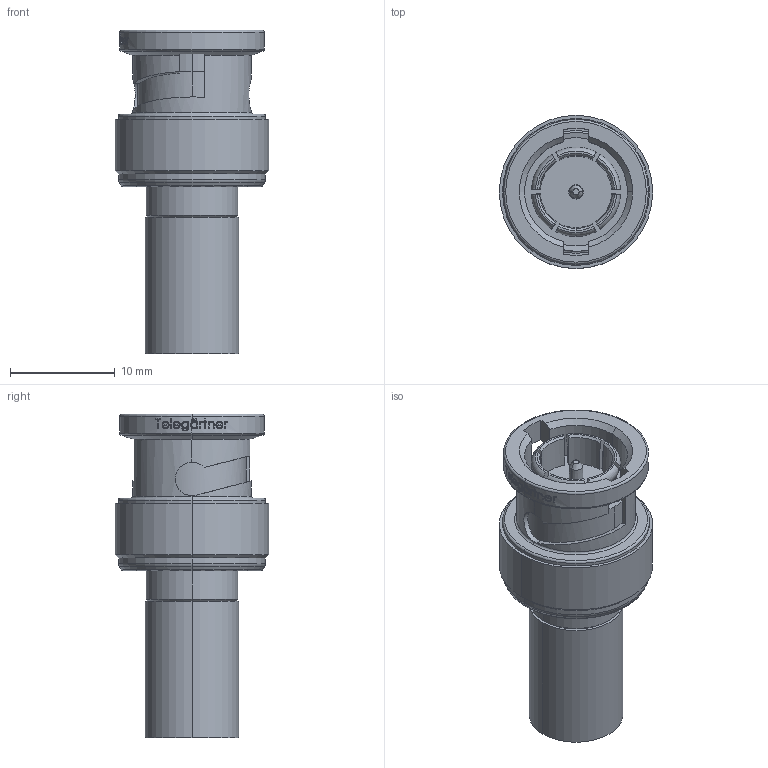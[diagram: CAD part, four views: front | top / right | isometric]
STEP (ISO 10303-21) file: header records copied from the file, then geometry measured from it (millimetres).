
FILE_DESCRIPTION (( 'STEP AP214' ), '1' );
FILE_NAME ('J01002A0090.STEP', '2019-07-03T11:21:06', ( '' ), ( '' ), 'SwSTEP 2.0', 'SolidWorks 2018', '' );
FILE_SCHEMA (( 'AUTOMOTIVE_DESIGN' ));
Length unit declared in the file: millimetre
Products named in the file (1): J01002A0090
Bounding box: 14.6 x 14.6 x 30.83 mm (x, y, z)
Volume: 2364.6 mm3; surface area: 2043.8 mm2
Topology: 1 solids, 1 shells, 290 faces, 744 edges, 484 vertices
Faces by surface type: plane 100, bspline 78, cylinder 66, cone 28, torus 18
Entity records: 14867 total; most frequent: CARTESIAN_POINT 5215, ORIENTED_EDGE 1488, DIRECTION 1124, EDGE_CURVE 744, VERTEX_POINT 484, AXIS2_PLACEMENT_3D 398, VECTOR 328, LINE 328
